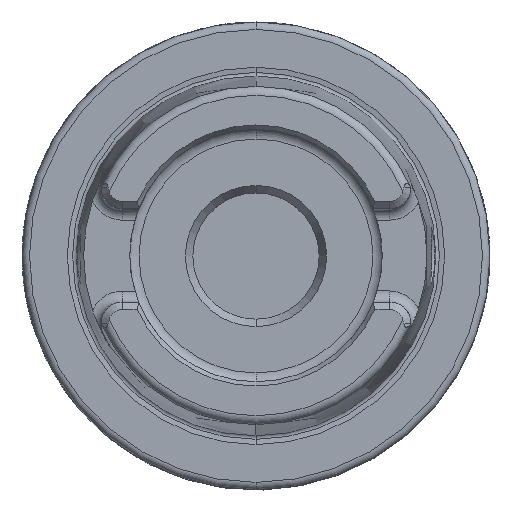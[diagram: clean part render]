
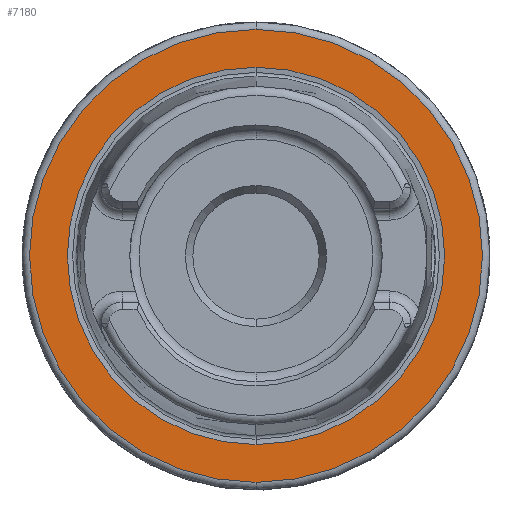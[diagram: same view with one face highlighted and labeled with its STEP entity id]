
A CAD part, top view. The second image highlights one B-rep face of the part: STEP entity #7180.
In plain terms, the highlighted planar face has unit normal (0, 0, 1).
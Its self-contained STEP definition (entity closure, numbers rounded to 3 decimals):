
#2351=CARTESIAN_POINT('',(0,0,26));
#2352=DIRECTION('',(0,0,1));
#2353=DIRECTION('',(0,1,0));
#2354=AXIS2_PLACEMENT_3D('',#2351,#2352,#2353);
#2356=CARTESIAN_POINT('',(0,0,26));
#2357=DIRECTION('',(0,0,1));
#2358=DIRECTION('',(0,-1,0));
#2359=AXIS2_PLACEMENT_3D('',#2356,#2357,#2358);
#2369=CARTESIAN_POINT('',(0,0,26));
#2370=DIRECTION('',(0,0,1));
#2371=DIRECTION('',(0,1,0));
#2372=AXIS2_PLACEMENT_3D('',#2369,#2370,#2371);
#2374=CARTESIAN_POINT('',(0,0,26));
#2375=DIRECTION('',(0,0,-1));
#2376=DIRECTION('',(0,1,0));
#2377=AXIS2_PLACEMENT_3D('',#2374,#2375,#2376);
#3948=CARTESIAN_POINT('',(0,25.409,26));
#3950=VERTEX_POINT('',#3948);
#3984=CARTESIAN_POINT('',(0,-25.409,26));
#3986=VERTEX_POINT('',#3984);
#4050=CARTESIAN_POINT('',(0,30.5,26));
#4051=CARTESIAN_POINT('',(0,-30.5,26));
#4052=VERTEX_POINT('',#4050);
#4053=VERTEX_POINT('',#4051);
#7164=CARTESIAN_POINT('',(0,0,26));
#7165=DIRECTION('',(0,0,-1));
#7166=DIRECTION('',(0,-1,0));
#7167=AXIS2_PLACEMENT_3D('',#7164,#7165,#7166);
#7168=PLANE('',#7167);
#7170=ORIENTED_EDGE('',*,*,#7169,.F.);
#7171=ORIENTED_EDGE('',*,*,#7154,.F.);
#7172=EDGE_LOOP('',(#7170,#7171));
#7173=FACE_OUTER_BOUND('',#7172,.F.);
#7175=ORIENTED_EDGE('',*,*,#7174,.T.);
#7177=ORIENTED_EDGE('',*,*,#7176,.F.);
#7178=EDGE_LOOP('',(#7175,#7177));
#7179=FACE_BOUND('',#7178,.F.);
#7180=ADVANCED_FACE('',(#7173,#7179),#7168,.F.);
#2355=CIRCLE('',#2354,30.5);
#2360=CIRCLE('',#2359,30.5);
#2373=CIRCLE('',#2372,25.409);
#2378=CIRCLE('',#2377,25.409);
#7154=EDGE_CURVE('',#4053,#4052,#2360,.T.);
#7169=EDGE_CURVE('',#4052,#4053,#2355,.T.);
#7174=EDGE_CURVE('',#3950,#3986,#2373,.T.);
#7176=EDGE_CURVE('',#3950,#3986,#2378,.T.);
